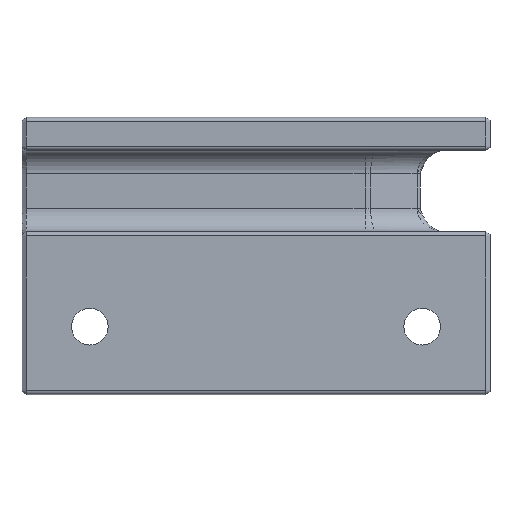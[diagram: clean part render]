
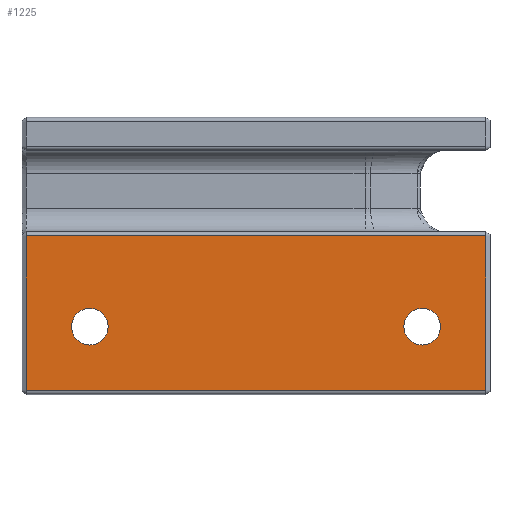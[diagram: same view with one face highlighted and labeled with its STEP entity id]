
A CAD part, front view. The second image highlights one B-rep face of the part: STEP entity #1225.
In plain terms, the highlighted planar face has unit normal (0, -1, 0).
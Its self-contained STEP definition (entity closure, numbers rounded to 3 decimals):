
#41=FACE_BOUND('',#257,.T.);
#42=FACE_BOUND('',#258,.T.);
#91=CIRCLE('',#1347,2.7);
#92=CIRCLE('',#1348,2.7);
#174=FACE_OUTER_BOUND('',#256,.T.);
#256=EDGE_LOOP('',(#919,#920,#921,#922));
#257=EDGE_LOOP('',(#923));
#258=EDGE_LOOP('',(#924));
#338=LINE('',#1900,#442);
#359=LINE('',#1972,#463);
#360=LINE('',#1976,#464);
#361=LINE('',#1977,#465);
#442=VECTOR('',#1510,10.);
#463=VECTOR('',#1587,10.);
#464=VECTOR('',#1592,10.);
#465=VECTOR('',#1593,10.);
#543=VERTEX_POINT('',#1893);
#546=VERTEX_POINT('',#1898);
#569=VERTEX_POINT('',#1971);
#570=VERTEX_POINT('',#1975);
#571=VERTEX_POINT('',#1978);
#572=VERTEX_POINT('',#1980);
#661=EDGE_CURVE('',#546,#543,#338,.T.);
#697=EDGE_CURVE('',#543,#569,#359,.T.);
#699=EDGE_CURVE('',#570,#546,#360,.T.);
#700=EDGE_CURVE('',#569,#570,#361,.T.);
#701=EDGE_CURVE('',#571,#571,#91,.T.);
#702=EDGE_CURVE('',#572,#572,#92,.T.);
#919=ORIENTED_EDGE('',*,*,#661,.F.);
#920=ORIENTED_EDGE('',*,*,#699,.F.);
#921=ORIENTED_EDGE('',*,*,#700,.F.);
#922=ORIENTED_EDGE('',*,*,#697,.F.);
#923=ORIENTED_EDGE('',*,*,#701,.T.);
#924=ORIENTED_EDGE('',*,*,#702,.T.);
#1182=PLANE('',#1346);
#1225=ADVANCED_FACE('',(#174,#41,#42),#1182,.T.);
#1346=AXIS2_PLACEMENT_3D('',#1974,#1590,#1591);
#1347=AXIS2_PLACEMENT_3D('',#1979,#1594,#1595);
#1348=AXIS2_PLACEMENT_3D('',#1981,#1596,#1597);
#1510=DIRECTION('',(0.,0.,-1.));
#1587=DIRECTION('',(-1.,0.,0.));
#1590=DIRECTION('center_axis',(0.,-1.,0.));
#1591=DIRECTION('ref_axis',(0.,0.,-1.));
#1592=DIRECTION('',(1.,0.,0.));
#1593=DIRECTION('',(0.,0.,1.));
#1594=DIRECTION('center_axis',(0.,1.,0.));
#1595=DIRECTION('ref_axis',(1.,0.,0.));
#1596=DIRECTION('center_axis',(0.,1.,0.));
#1597=DIRECTION('ref_axis',(1.,0.,0.));
#1893=CARTESIAN_POINT('',(68.4,0.,0.6));
#1898=CARTESIAN_POINT('',(68.4,0.,23.4));
#1900=CARTESIAN_POINT('',(68.4,0.,22.25));
#1971=CARTESIAN_POINT('',(0.6,0.,0.6));
#1972=CARTESIAN_POINT('',(0.,0.,0.6));
#1974=CARTESIAN_POINT('Origin',(0.,0.,24.));
#1975=CARTESIAN_POINT('',(0.6,0.,23.4));
#1976=CARTESIAN_POINT('',(0.,0.,23.4));
#1977=CARTESIAN_POINT('',(0.6,0.,22.25));
#1978=CARTESIAN_POINT('',(7.3,0.,10.));
#1979=CARTESIAN_POINT('Origin',(10.,0.,10.));
#1980=CARTESIAN_POINT('',(56.3,0.,10.));
#1981=CARTESIAN_POINT('Origin',(59.,0.,10.));
